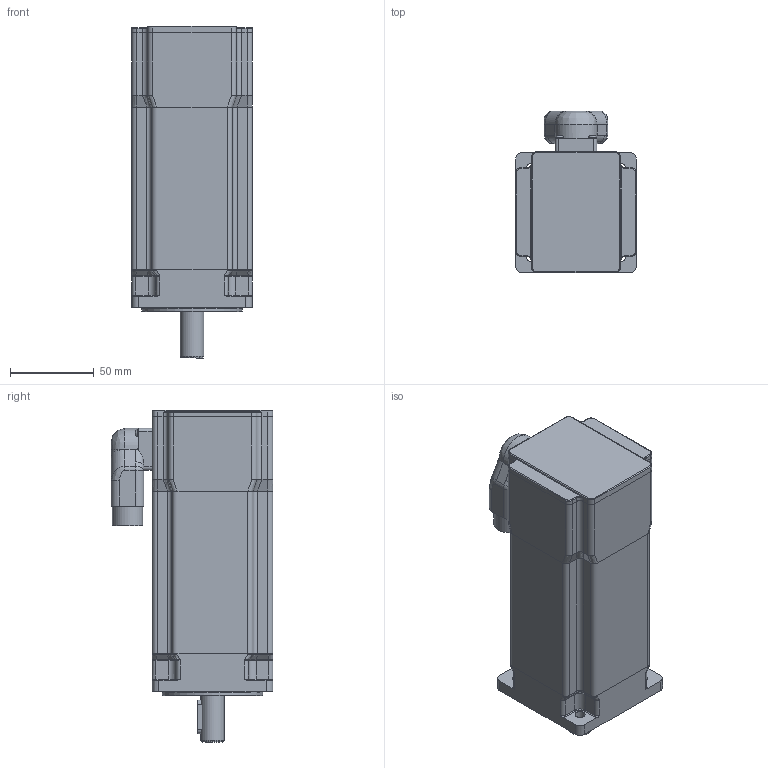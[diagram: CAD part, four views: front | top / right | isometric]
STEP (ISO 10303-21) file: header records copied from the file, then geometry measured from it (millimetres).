
FILE_DESCRIPTION((''),'2;1');
FILE_NAME('BM070Sxx1x11xx00x_26.06.2014.stp','2014-06-26T13:32:23',('KathrinV'),(''),'Autodesk Inventor 2013','Autodesk Inventor 2013','');
FILE_SCHEMA(('AUTOMOTIVE_DESIGN { 1 0 10303 214 1 1 1 1 }'));
Length unit declared in the file: millimetre
Products named in the file (4): BM070-KEB-VM-01; BM070-KEB-VM-00; Intercontec-EEDC101NN00000006000; DIN 6885-A5x5x20
Assembly tree (3 placements, depth 2):
  BM070-KEB-VM-01
    BM070-KEB-VM-00
    Intercontec-EEDC101NN00000006000
    DIN 6885-A5x5x20
Bounding box: 72 x 96.4 x 198.2 mm (x, y, z)
Volume: 825194.2 mm3; surface area: 66789.5 mm2
Topology: 3 solids, 3 shells, 333 faces, 769 edges, 436 vertices
Faces by surface type: cylinder 119, plane 100, bspline 77, torus 32, cone 3, sphere 2
Full cylindrical faces by diameter (mm): 6 x4, 13.6 x1, 14 x1, 17 x1, 18 x2, 20.1 x2, 60 x1
Entity records: 11028 total; most frequent: CARTESIAN_POINT 3504, ORIENTED_EDGE 1464, DIRECTION 1453, EDGE_CURVE 732, AXIS2_PLACEMENT_3D 550, VERTEX_POINT 434, EDGE_LOOP 370, VECTOR 353
